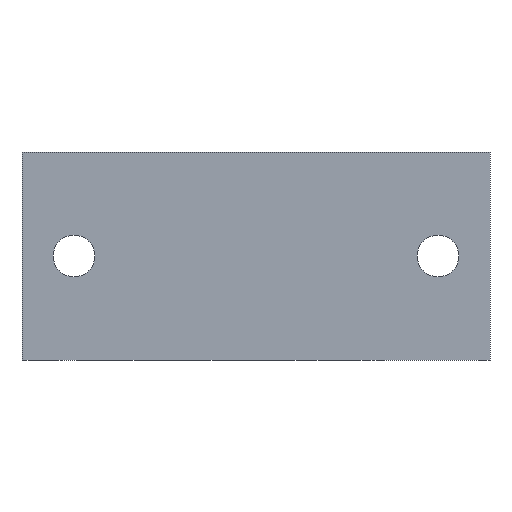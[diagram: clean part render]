
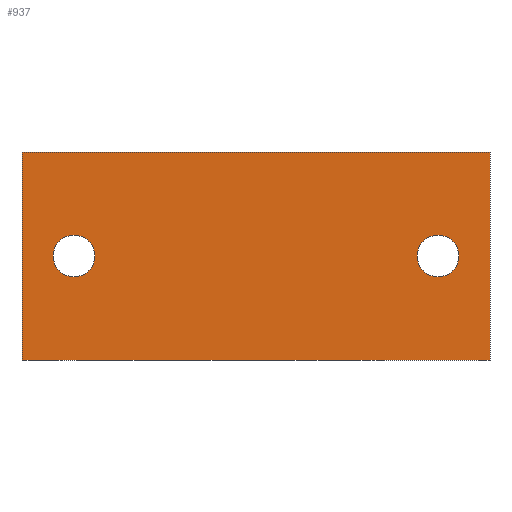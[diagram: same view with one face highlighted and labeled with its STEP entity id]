
A CAD part, front view. The second image highlights one B-rep face of the part: STEP entity #937.
In plain terms, the highlighted planar face has unit normal (0, -1, 0).
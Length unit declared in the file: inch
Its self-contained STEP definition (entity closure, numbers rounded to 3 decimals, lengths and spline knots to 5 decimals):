
#13 = VECTOR ( 'NONE', #926, 39.37008 ) ;
#19 = DIRECTION ( 'NONE',  ( 0., 0., 1. ) ) ;
#20 = AXIS2_PLACEMENT_3D ( 'NONE', #227, #786, #312 ) ;
#52 = AXIS2_PLACEMENT_3D ( 'NONE', #842, #387, #914 ) ;
#96 = CARTESIAN_POINT ( 'NONE',  ( 0.7745, 0., 0.5 ) ) ;
#100 = EDGE_LOOP ( 'NONE', ( #345, #346 ) ) ;
#111 = EDGE_CURVE ( 'NONE', #195, #451, #995, .T. ) ;
#123 = CARTESIAN_POINT ( 'NONE',  ( -1.125, 0., 0. ) ) ;
#127 = EDGE_CURVE ( 'NONE', #538, #729, #658, .T. ) ;
#135 = LINE ( 'NONE', #123, #951 ) ;
#137 = EDGE_CURVE ( 'NONE', #314, #289, #959, .T. ) ;
#142 = EDGE_CURVE ( 'NONE', #260, #640, #630, .T. ) ;
#153 = CARTESIAN_POINT ( 'NONE',  ( -0.875, 0., 0.5 ) ) ;
#193 = CARTESIAN_POINT ( 'NONE',  ( 0.9755, 0., 0.5 ) ) ;
#195 = VERTEX_POINT ( 'NONE', #604 ) ;
#226 = AXIS2_PLACEMENT_3D ( 'NONE', #306, #668, #700 ) ;
#227 = CARTESIAN_POINT ( 'NONE',  ( -0.875, 0., 0.5 ) ) ;
#260 = VERTEX_POINT ( 'NONE', #275 ) ;
#275 = CARTESIAN_POINT ( 'NONE',  ( 1.125, 0., 1. ) ) ;
#289 = VERTEX_POINT ( 'NONE', #193 ) ;
#306 = CARTESIAN_POINT ( 'NONE',  ( 0.875, 0., 0.5 ) ) ;
#312 = DIRECTION ( 'NONE',  ( -1., 0., 0. ) ) ;
#314 = VERTEX_POINT ( 'NONE', #96 ) ;
#331 = ORIENTED_EDGE ( 'NONE', *, *, #127, .T. ) ;
#333 = ORIENTED_EDGE ( 'NONE', *, *, #467, .T. ) ;
#335 = CARTESIAN_POINT ( 'NONE',  ( 1.125, 0., 0. ) ) ;
#345 = ORIENTED_EDGE ( 'NONE', *, *, #137, .T. ) ;
#346 = ORIENTED_EDGE ( 'NONE', *, *, #421, .T. ) ;
#355 = AXIS2_PLACEMENT_3D ( 'NONE', #153, #599, #936 ) ;
#361 = ORIENTED_EDGE ( 'NONE', *, *, #1006, .T. ) ;
#363 = ORIENTED_EDGE ( 'NONE', *, *, #142, .F. ) ;
#366 = ORIENTED_EDGE ( 'NONE', *, *, #711, .F. ) ;
#374 = CARTESIAN_POINT ( 'NONE',  ( -1.125, 0., 1. ) ) ;
#375 = ORIENTED_EDGE ( 'NONE', *, *, #111, .T. ) ;
#387 = DIRECTION ( 'NONE',  ( 0., 1., 0. ) ) ;
#388 = DIRECTION ( 'NONE',  ( 1., 0., 0. ) ) ;
#421 = EDGE_CURVE ( 'NONE', #289, #314, #848, .T. ) ;
#451 = VERTEX_POINT ( 'NONE', #697 ) ;
#467 = EDGE_CURVE ( 'NONE', #729, #538, #1022, .T. ) ;
#492 = CARTESIAN_POINT ( 'NONE',  ( -0.9755, 0., 0.5 ) ) ;
#533 = DIRECTION ( 'NONE',  ( 0., 1., 0. ) ) ;
#538 = VERTEX_POINT ( 'NONE', #492 ) ;
#567 = DIRECTION ( 'NONE',  ( 0., 0., -1. ) ) ;
#570 = EDGE_LOOP ( 'NONE', ( #361, #363, #366, #375 ) ) ;
#590 = CARTESIAN_POINT ( 'NONE',  ( -0.7745, 0., 0.5 ) ) ;
#599 = DIRECTION ( 'NONE',  ( 0., 1., 0. ) ) ;
#604 = CARTESIAN_POINT ( 'NONE',  ( -1.125, 0., 1. ) ) ;
#630 = LINE ( 'NONE', #766, #693 ) ;
#633 = FACE_BOUND ( 'NONE', #100, .T. ) ;
#640 = VERTEX_POINT ( 'NONE', #335 ) ;
#658 = CIRCLE ( 'NONE', #355, 0.1005 ) ;
#663 = DIRECTION ( 'NONE',  ( 1., 0., 0. ) ) ;
#668 = DIRECTION ( 'NONE',  ( 0., 1., 0. ) ) ;
#691 = EDGE_LOOP ( 'NONE', ( #331, #333 ) ) ;
#693 = VECTOR ( 'NONE', #567, 39.37008 ) ;
#697 = CARTESIAN_POINT ( 'NONE',  ( -1.125, 0., 0. ) ) ;
#700 = DIRECTION ( 'NONE',  ( -1., 0., 0. ) ) ;
#711 = EDGE_CURVE ( 'NONE', #195, #260, #835, .T. ) ;
#729 = VERTEX_POINT ( 'NONE', #590 ) ;
#755 = PLANE ( 'NONE',  #777 ) ;
#766 = CARTESIAN_POINT ( 'NONE',  ( 1.125, 0., 1. ) ) ;
#777 = AXIS2_PLACEMENT_3D ( 'NONE', #374, #533, #19 ) ;
#786 = DIRECTION ( 'NONE',  ( 0., 1., 0. ) ) ;
#824 = FACE_BOUND ( 'NONE', #691, .T. ) ;
#835 = LINE ( 'NONE', #1031, #1010 ) ;
#842 = CARTESIAN_POINT ( 'NONE',  ( 0.875, 0., 0.5 ) ) ;
#848 = CIRCLE ( 'NONE', #52, 0.1005 ) ;
#914 = DIRECTION ( 'NONE',  ( -1., 0., 0. ) ) ;
#926 = DIRECTION ( 'NONE',  ( 0., 0., -1. ) ) ;
#936 = DIRECTION ( 'NONE',  ( -1., 0., 0. ) ) ;
#937 = ADVANCED_FACE ( 'NONE', ( #824, #633, #1020 ), #755, .F. ) ;
#951 = VECTOR ( 'NONE', #388, 39.37008 ) ;
#959 = CIRCLE ( 'NONE', #226, 0.1005 ) ;
#995 = LINE ( 'NONE', #1008, #13 ) ;
#1006 = EDGE_CURVE ( 'NONE', #451, #640, #135, .T. ) ;
#1008 = CARTESIAN_POINT ( 'NONE',  ( -1.125, 0., 1. ) ) ;
#1010 = VECTOR ( 'NONE', #663, 39.37008 ) ;
#1020 = FACE_OUTER_BOUND ( 'NONE', #570, .T. ) ;
#1022 = CIRCLE ( 'NONE', #20, 0.1005 ) ;
#1031 = CARTESIAN_POINT ( 'NONE',  ( -1.125, 0., 1. ) ) ;
